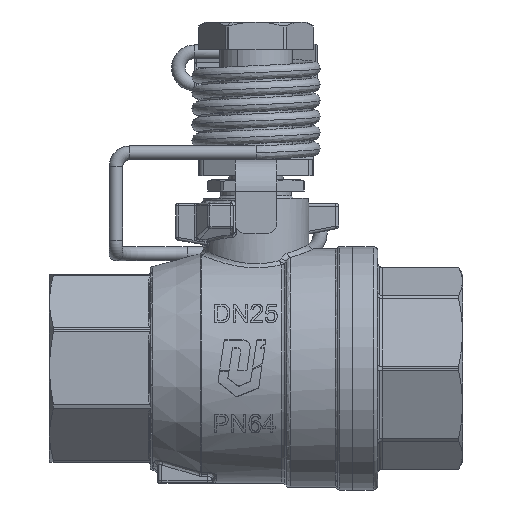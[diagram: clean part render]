
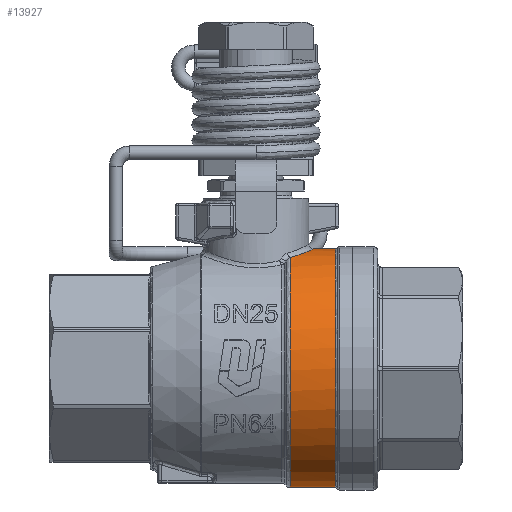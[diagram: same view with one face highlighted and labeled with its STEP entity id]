
A CAD part, front view. The second image highlights one B-rep face of the part: STEP entity #13927.
In plain terms, the highlighted cylindrical face has radius 26 mm (diameter 52 mm), a full revolution.
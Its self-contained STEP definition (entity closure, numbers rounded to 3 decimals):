
#12342=CARTESIAN_POINT('',(7.414,-0.,-26.));
#12343=VERTEX_POINT('',#12342);
#12351=CARTESIAN_POINT('',(7.414,-9.691,24.126));
#12352=VERTEX_POINT('',#12351);
#12353=CARTESIAN_POINT('',(7.414,-0.,0.));
#12354=DIRECTION('',(-1.,0.,-0.));
#12355=DIRECTION('',(0.,-0.,-1.));
#12356=AXIS2_PLACEMENT_3D('',#12353,#12354,#12355);
#12357=CIRCLE('',#12356,26.);
#12358=EDGE_CURVE('',#12343,#12352,#12357,.T.);
#13836=CARTESIAN_POINT('',(12.25,-0.,0.));
#13837=DIRECTION('',(1.,-0.,0.));
#13838=DIRECTION('',(0.,0.,-1.));
#13839=AXIS2_PLACEMENT_3D('',#13836,#13837,#13838);
#13840=CYLINDRICAL_SURFACE('',#13839,26.);
#13841=CARTESIAN_POINT('',(17.293,-0.,-26.));
#13842=VERTEX_POINT('',#13841);
#13843=CARTESIAN_POINT('',(17.293,-0.,-26.));
#13844=DIRECTION('',(-1.,0.,-0.));
#13845=VECTOR('',#13844,9.879);
#13846=LINE('',#13843,#13845);
#13847=EDGE_CURVE('',#13842,#12343,#13846,.T.);
#13848=ORIENTED_EDGE('',*,*,#13847,.T.);
#13849=CARTESIAN_POINT('',(7.414,9.691,24.126));
#13850=VERTEX_POINT('',#13849);
#13851=CARTESIAN_POINT('',(7.414,-0.,0.));
#13852=DIRECTION('',(-1.,0.,-0.));
#13853=DIRECTION('',(0.,0.,-1.));
#13854=AXIS2_PLACEMENT_3D('',#13851,#13852,#13853);
#13855=CIRCLE('',#13854,26.);
#13856=EDGE_CURVE('',#13850,#12343,#13855,.T.);
#13857=ORIENTED_EDGE('',*,*,#13856,.F.);
#13858=CARTESIAN_POINT('',(12.498,0.,25.999));
#13859=VERTEX_POINT('',#13858);
#13860=CARTESIAN_POINT('',(12.498,0.,26.));
#13861=CARTESIAN_POINT('',(12.495,0.953,26.));
#13862=CARTESIAN_POINT('',(12.376,1.907,25.947));
#13863=CARTESIAN_POINT('',(12.146,2.83,25.846));
#13864=CARTESIAN_POINT('',(11.917,3.753,25.744));
#13865=CARTESIAN_POINT('',(11.577,4.644,25.596));
#13866=CARTESIAN_POINT('',(11.135,5.478,25.416));
#13867=CARTESIAN_POINT('',(10.251,7.145,25.057));
#13868=CARTESIAN_POINT('',(8.966,8.59,24.569));
#13869=CARTESIAN_POINT('',(7.414,9.691,24.126));
#13870=B_SPLINE_CURVE_WITH_KNOTS('',3,(#13860,#13861,#13862,#13863,#13864,#13865,#13866,#13867,#13868,#13869),.UNSPECIFIED.,.F.,.F.,(4,3,3,4),(-7.971,-7.673,-7.376,-6.781),.UNSPECIFIED.);
#13871=EDGE_CURVE('',#13859,#13850,#13870,.T.);
#13872=ORIENTED_EDGE('',*,*,#13871,.F.);
#13873=CARTESIAN_POINT('',(7.414,-9.691,24.126));
#13874=CARTESIAN_POINT('',(8.19,-9.14,24.348));
#13875=CARTESIAN_POINT('',(8.898,-8.505,24.581));
#13876=CARTESIAN_POINT('',(9.522,-7.797,24.803));
#13877=CARTESIAN_POINT('',(10.146,-7.09,25.026));
#13878=CARTESIAN_POINT('',(10.687,-6.312,25.237));
#13879=CARTESIAN_POINT('',(11.13,-5.478,25.416));
#13880=CARTESIAN_POINT('',(11.573,-4.644,25.596));
#13881=CARTESIAN_POINT('',(11.919,-3.752,25.745));
#13882=CARTESIAN_POINT('',(12.152,-2.829,25.846));
#13883=CARTESIAN_POINT('',(12.385,-1.906,25.947));
#13884=CARTESIAN_POINT('',(12.501,-0.953,26.));
#13885=CARTESIAN_POINT('',(12.498,0.,26.));
#13886=B_SPLINE_CURVE_WITH_KNOTS('',3,(#13873,#13874,#13875,#13876,#13877,#13878,#13879,#13880,#13881,#13882,#13883,#13884,#13885),.UNSPECIFIED.,.F.,.F.,(4,3,3,3,4),(-9.16,-8.862,-8.565,-8.268,-7.971),.UNSPECIFIED.);
#13887=EDGE_CURVE('',#12352,#13859,#13886,.T.);
#13888=ORIENTED_EDGE('',*,*,#13887,.F.);
#13889=ORIENTED_EDGE('',*,*,#12358,.F.);
#13890=ORIENTED_EDGE('',*,*,#13847,.F.);
#13891=CARTESIAN_POINT('',(17.293,-26.,-0.));
#13892=VERTEX_POINT('',#13891);
#13893=CARTESIAN_POINT('',(17.293,-0.,0.));
#13894=DIRECTION('',(1.,-0.,0.));
#13895=DIRECTION('',(0.,0.,-1.));
#13896=AXIS2_PLACEMENT_3D('',#13893,#13894,#13895);
#13897=CIRCLE('',#13896,26.);
#13898=EDGE_CURVE('',#13892,#13842,#13897,.T.);
#13899=ORIENTED_EDGE('',*,*,#13898,.F.);
#13900=CARTESIAN_POINT('',(17.293,0.,26.));
#13901=VERTEX_POINT('',#13900);
#13902=CARTESIAN_POINT('',(17.293,-0.,0.));
#13903=DIRECTION('',(1.,-0.,0.));
#13904=DIRECTION('',(-0.,-1.,-0.));
#13905=AXIS2_PLACEMENT_3D('',#13902,#13903,#13904);
#13906=CIRCLE('',#13905,26.);
#13907=EDGE_CURVE('',#13901,#13892,#13906,.T.);
#13908=ORIENTED_EDGE('',*,*,#13907,.F.);
#13909=CARTESIAN_POINT('',(17.293,26.,0.));
#13910=VERTEX_POINT('',#13909);
#13911=CARTESIAN_POINT('',(17.293,-0.,0.));
#13912=DIRECTION('',(1.,-0.,0.));
#13913=DIRECTION('',(-0.,-1.,-0.));
#13914=AXIS2_PLACEMENT_3D('',#13911,#13912,#13913);
#13915=CIRCLE('',#13914,26.);
#13916=EDGE_CURVE('',#13910,#13901,#13915,.T.);
#13917=ORIENTED_EDGE('',*,*,#13916,.F.);
#13918=CARTESIAN_POINT('',(17.293,-0.,0.));
#13919=DIRECTION('',(1.,-0.,0.));
#13920=DIRECTION('',(0.,0.,-1.));
#13921=AXIS2_PLACEMENT_3D('',#13918,#13919,#13920);
#13922=CIRCLE('',#13921,26.);
#13923=EDGE_CURVE('',#13842,#13910,#13922,.T.);
#13924=ORIENTED_EDGE('',*,*,#13923,.F.);
#13925=EDGE_LOOP('',(#13848,#13857,#13872,#13888,#13889,#13890,#13899,#13908,#13917,#13924));
#13926=FACE_BOUND('',#13925,.T.);
#13927=ADVANCED_FACE('',(#13926),#13840,.T.);
